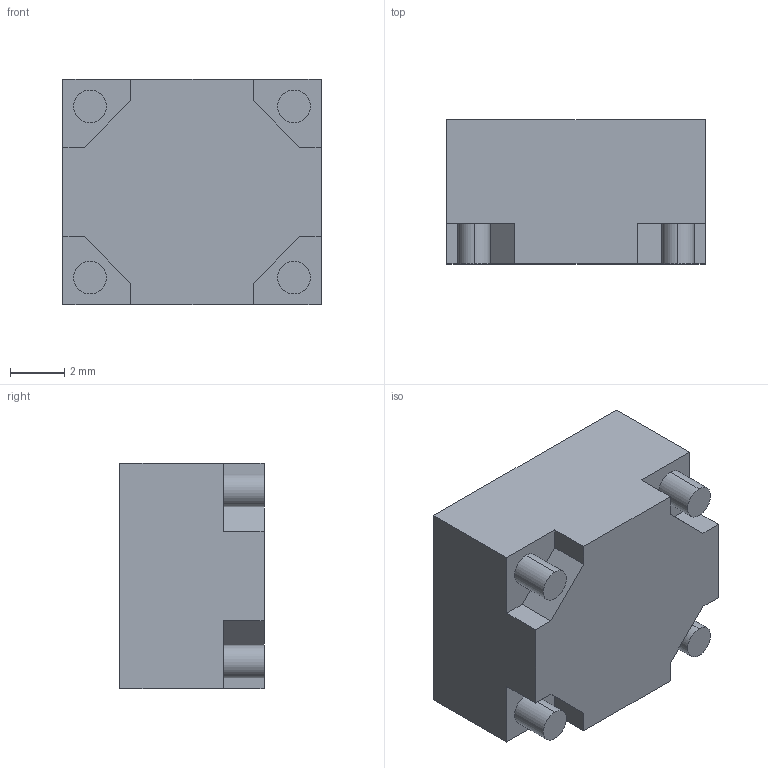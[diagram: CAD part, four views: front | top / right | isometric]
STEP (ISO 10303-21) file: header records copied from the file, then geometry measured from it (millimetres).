
FILE_DESCRIPTION (( 'STEP AP214' ), '1' );
FILE_NAME ('744273801.STEP', '2014-10-23T09:24:53', ( 'Moshe' ), ( 'Microsoft' ), 'SwSTEP 2.0', 'SolidWorks 2011', '' );
FILE_SCHEMA (( 'AUTOMOTIVE_DESIGN' ));
Length unit declared in the file: millimetre
Products named in the file (1): 744273801
Bounding box: 9.5 x 5.3 x 8.3 mm (x, y, z)
Volume: 395.2 mm3; surface area: 372.9 mm2
Topology: 1 solids, 1 shells, 124 faces, 324 edges, 216 vertices
Faces by surface type: plane 100, bspline 14, cylinder 10
Entity records: 5674 total; most frequent: CARTESIAN_POINT 1687, ORIENTED_EDGE 648, DIRECTION 538, EDGE_CURVE 324, LINE 276, VECTOR 276, VERTEX_POINT 216, EDGE_LOOP 138
